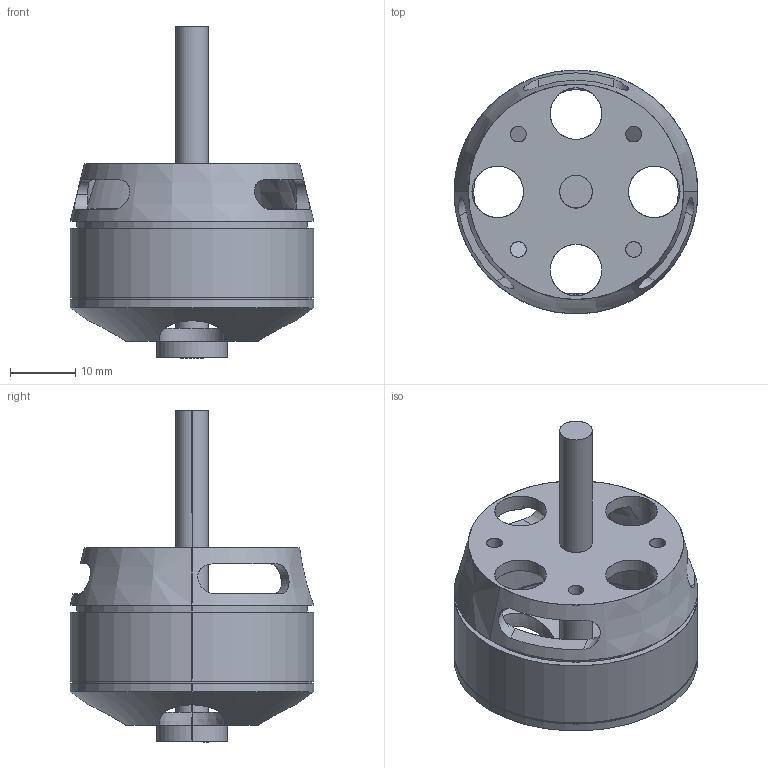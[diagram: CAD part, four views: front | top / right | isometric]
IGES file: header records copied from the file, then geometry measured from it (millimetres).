
Start section: SolidWorks IGES FILE using analytic representation for surfaces
Global section: file name: KDA36-22S Brushless outrunner.IGS; native system: SolidWorks 2001Plus by SolidWorks Corporation; preprocessor: Version 5.3; author: thesmith; date: 111113.102036; units: millimetre
Bounding box: 37.36 x 37.36 x 50.9 mm (x, y, z)
Surface area: 8816.5 mm2 (no closed solid volume)
Topology: 0 solids, 0 shells, 102 faces, 3065 edges, 3065 vertices
Faces by surface type: revolution 76, bspline 26
